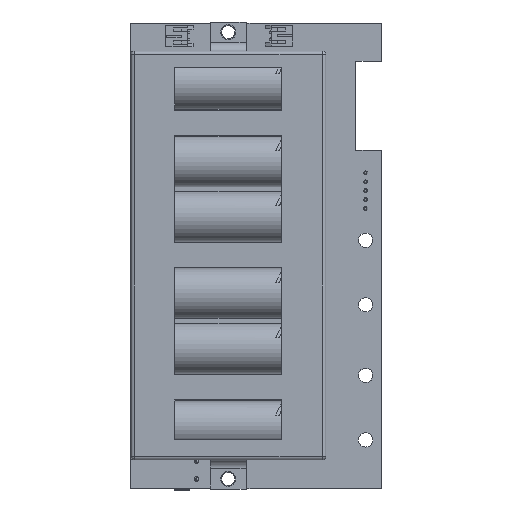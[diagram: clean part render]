
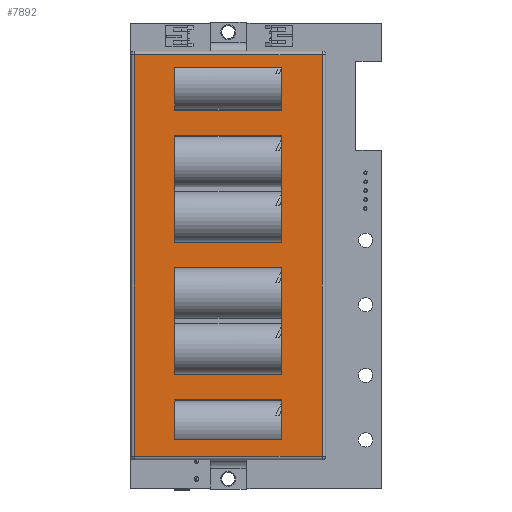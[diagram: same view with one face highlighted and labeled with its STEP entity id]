
A CAD part, top view. The second image highlights one B-rep face of the part: STEP entity #7892.
In plain terms, the highlighted face is planar.
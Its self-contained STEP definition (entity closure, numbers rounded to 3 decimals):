
#7509 = VERTEX_POINT('',#7510);
#7510 = CARTESIAN_POINT('',(26.25,-56.093,0.));
#7553 = VERTEX_POINT('',#7554);
#7554 = CARTESIAN_POINT('',(26.25,56.093,0.));
#7584 = EDGE_CURVE('',#7509,#7553,#7585,.T.);
#7585 = LINE('',#7586,#7587);
#7586 = CARTESIAN_POINT('',(26.25,-28.547,0.));
#7587 = VECTOR('',#7588,1.);
#7588 = DIRECTION('',(0.,1.,0.));
#7610 = VERTEX_POINT('',#7611);
#7611 = CARTESIAN_POINT('',(-26.25,-56.093,0.));
#7645 = VERTEX_POINT('',#7646);
#7646 = CARTESIAN_POINT('',(-26.25,56.093,0.));
#7676 = EDGE_CURVE('',#7553,#7645,#7677,.T.);
#7677 = LINE('',#7678,#7679);
#7678 = CARTESIAN_POINT('',(13.625,56.093,0.));
#7679 = VECTOR('',#7680,1.);
#7680 = DIRECTION('',(-1.,0.,0.));
#7698 = EDGE_CURVE('',#7645,#7610,#7699,.T.);
#7699 = LINE('',#7700,#7701);
#7700 = CARTESIAN_POINT('',(-26.25,28.547,0.));
#7701 = VECTOR('',#7702,1.);
#7702 = DIRECTION('',(0.,-1.,0.));
#7752 = EDGE_CURVE('',#7610,#7509,#7753,.T.);
#7753 = LINE('',#7754,#7755);
#7754 = CARTESIAN_POINT('',(-13.625,-56.093,0.));
#7755 = VECTOR('',#7756,1.);
#7756 = DIRECTION('',(1.,0.,0.));
#7892 = ADVANCED_FACE('',(#7893,#7899,#7933,#7967,#8001),#8035,.F.);
#7893 = FACE_BOUND('',#7894,.T.);
#7894 = EDGE_LOOP('',(#7895,#7896,#7897,#7898));
#7895 = ORIENTED_EDGE('',*,*,#7584,.F.);
#7896 = ORIENTED_EDGE('',*,*,#7752,.F.);
#7897 = ORIENTED_EDGE('',*,*,#7698,.F.);
#7898 = ORIENTED_EDGE('',*,*,#7676,.F.);
#7899 = FACE_BOUND('',#7900,.T.);
#7900 = EDGE_LOOP('',(#7901,#7911,#7919,#7927));
#7901 = ORIENTED_EDGE('',*,*,#7902,.T.);
#7902 = EDGE_CURVE('',#7903,#7905,#7907,.T.);
#7903 = VERTEX_POINT('',#7904);
#7904 = CARTESIAN_POINT('',(15.,-33.258,0.));
#7905 = VERTEX_POINT('',#7906);
#7906 = CARTESIAN_POINT('',(15.,-3.332,0.));
#7907 = LINE('',#7908,#7909);
#7908 = CARTESIAN_POINT('',(15.,-1.666,0.));
#7909 = VECTOR('',#7910,1.);
#7910 = DIRECTION('',(0.,1.,0.));
#7911 = ORIENTED_EDGE('',*,*,#7912,.T.);
#7912 = EDGE_CURVE('',#7905,#7913,#7915,.T.);
#7913 = VERTEX_POINT('',#7914);
#7914 = CARTESIAN_POINT('',(-15.,-3.332,0.));
#7915 = LINE('',#7916,#7917);
#7916 = CARTESIAN_POINT('',(-7.5,-3.332,0.));
#7917 = VECTOR('',#7918,1.);
#7918 = DIRECTION('',(-1.,0.,0.));
#7919 = ORIENTED_EDGE('',*,*,#7920,.T.);
#7920 = EDGE_CURVE('',#7913,#7921,#7923,.T.);
#7921 = VERTEX_POINT('',#7922);
#7922 = CARTESIAN_POINT('',(-15.,-33.258,0.));
#7923 = LINE('',#7924,#7925);
#7924 = CARTESIAN_POINT('',(-15.,-16.629,0.));
#7925 = VECTOR('',#7926,1.);
#7926 = DIRECTION('',(0.,-1.,0.));
#7927 = ORIENTED_EDGE('',*,*,#7928,.T.);
#7928 = EDGE_CURVE('',#7921,#7903,#7929,.T.);
#7929 = LINE('',#7930,#7931);
#7930 = CARTESIAN_POINT('',(7.5,-33.258,0.));
#7931 = VECTOR('',#7932,1.);
#7932 = DIRECTION('',(1.,0.,0.));
#7933 = FACE_BOUND('',#7934,.T.);
#7934 = EDGE_LOOP('',(#7935,#7945,#7953,#7961));
#7935 = ORIENTED_EDGE('',*,*,#7936,.T.);
#7936 = EDGE_CURVE('',#7937,#7939,#7941,.T.);
#7937 = VERTEX_POINT('',#7938);
#7938 = CARTESIAN_POINT('',(15.,3.556,0.));
#7939 = VERTEX_POINT('',#7940);
#7940 = CARTESIAN_POINT('',(15.,33.481,0.));
#7941 = LINE('',#7942,#7943);
#7942 = CARTESIAN_POINT('',(15.,16.741,0.));
#7943 = VECTOR('',#7944,1.);
#7944 = DIRECTION('',(0.,1.,0.));
#7945 = ORIENTED_EDGE('',*,*,#7946,.T.);
#7946 = EDGE_CURVE('',#7939,#7947,#7949,.T.);
#7947 = VERTEX_POINT('',#7948);
#7948 = CARTESIAN_POINT('',(-15.,33.481,0.));
#7949 = LINE('',#7950,#7951);
#7950 = CARTESIAN_POINT('',(-7.5,33.481,0.));
#7951 = VECTOR('',#7952,1.);
#7952 = DIRECTION('',(-1.,0.,0.));
#7953 = ORIENTED_EDGE('',*,*,#7954,.T.);
#7954 = EDGE_CURVE('',#7947,#7955,#7957,.T.);
#7955 = VERTEX_POINT('',#7956);
#7956 = CARTESIAN_POINT('',(-15.,3.556,0.));
#7957 = LINE('',#7958,#7959);
#7958 = CARTESIAN_POINT('',(-15.,1.778,0.));
#7959 = VECTOR('',#7960,1.);
#7960 = DIRECTION('',(0.,-1.,0.));
#7961 = ORIENTED_EDGE('',*,*,#7962,.T.);
#7962 = EDGE_CURVE('',#7955,#7937,#7963,.T.);
#7963 = LINE('',#7964,#7965);
#7964 = CARTESIAN_POINT('',(7.5,3.556,0.));
#7965 = VECTOR('',#7966,1.);
#7966 = DIRECTION('',(1.,0.,0.));
#7967 = FACE_BOUND('',#7968,.T.);
#7968 = EDGE_LOOP('',(#7969,#7979,#7987,#7995));
#7969 = ORIENTED_EDGE('',*,*,#7970,.T.);
#7970 = EDGE_CURVE('',#7971,#7973,#7975,.T.);
#7971 = VERTEX_POINT('',#7972);
#7972 = CARTESIAN_POINT('',(-15.,-40.37,0.));
#7973 = VERTEX_POINT('',#7974);
#7974 = CARTESIAN_POINT('',(-15.,-51.444,0.));
#7975 = LINE('',#7976,#7977);
#7976 = CARTESIAN_POINT('',(-15.,-25.722,0.));
#7977 = VECTOR('',#7978,1.);
#7978 = DIRECTION('',(0.,-1.,0.));
#7979 = ORIENTED_EDGE('',*,*,#7980,.T.);
#7980 = EDGE_CURVE('',#7973,#7981,#7983,.T.);
#7981 = VERTEX_POINT('',#7982);
#7982 = CARTESIAN_POINT('',(15.,-51.444,0.));
#7983 = LINE('',#7984,#7985);
#7984 = CARTESIAN_POINT('',(7.5,-51.444,0.));
#7985 = VECTOR('',#7986,1.);
#7986 = DIRECTION('',(1.,0.,0.));
#7987 = ORIENTED_EDGE('',*,*,#7988,.T.);
#7988 = EDGE_CURVE('',#7981,#7989,#7991,.T.);
#7989 = VERTEX_POINT('',#7990);
#7990 = CARTESIAN_POINT('',(15.,-40.37,0.));
#7991 = LINE('',#7992,#7993);
#7992 = CARTESIAN_POINT('',(15.,-20.185,0.));
#7993 = VECTOR('',#7994,1.);
#7994 = DIRECTION('',(0.,1.,0.));
#7995 = ORIENTED_EDGE('',*,*,#7996,.T.);
#7996 = EDGE_CURVE('',#7989,#7971,#7997,.T.);
#7997 = LINE('',#7998,#7999);
#7998 = CARTESIAN_POINT('',(-7.5,-40.37,0.));
#7999 = VECTOR('',#8000,1.);
#8000 = DIRECTION('',(-1.,0.,0.));
#8001 = FACE_BOUND('',#8002,.T.);
#8002 = EDGE_LOOP('',(#8003,#8013,#8021,#8029));
#8003 = ORIENTED_EDGE('',*,*,#8004,.T.);
#8004 = EDGE_CURVE('',#8005,#8007,#8009,.T.);
#8005 = VERTEX_POINT('',#8006);
#8006 = CARTESIAN_POINT('',(-15.,52.556,0.));
#8007 = VERTEX_POINT('',#8008);
#8008 = CARTESIAN_POINT('',(-15.,40.593,0.));
#8009 = LINE('',#8010,#8011);
#8010 = CARTESIAN_POINT('',(-15.,20.297,0.));
#8011 = VECTOR('',#8012,1.);
#8012 = DIRECTION('',(0.,-1.,0.));
#8013 = ORIENTED_EDGE('',*,*,#8014,.T.);
#8014 = EDGE_CURVE('',#8007,#8015,#8017,.T.);
#8015 = VERTEX_POINT('',#8016);
#8016 = CARTESIAN_POINT('',(15.,40.593,0.));
#8017 = LINE('',#8018,#8019);
#8018 = CARTESIAN_POINT('',(7.5,40.593,0.));
#8019 = VECTOR('',#8020,1.);
#8020 = DIRECTION('',(1.,0.,0.));
#8021 = ORIENTED_EDGE('',*,*,#8022,.T.);
#8022 = EDGE_CURVE('',#8015,#8023,#8025,.T.);
#8023 = VERTEX_POINT('',#8024);
#8024 = CARTESIAN_POINT('',(15.,52.556,0.));
#8025 = LINE('',#8026,#8027);
#8026 = CARTESIAN_POINT('',(15.,26.278,0.));
#8027 = VECTOR('',#8028,1.);
#8028 = DIRECTION('',(0.,1.,0.));
#8029 = ORIENTED_EDGE('',*,*,#8030,.T.);
#8030 = EDGE_CURVE('',#8023,#8005,#8031,.T.);
#8031 = LINE('',#8032,#8033);
#8032 = CARTESIAN_POINT('',(-7.5,52.556,0.));
#8033 = VECTOR('',#8034,1.);
#8034 = DIRECTION('',(-1.,0.,0.));
#8035 = PLANE('',#8036);
#8036 = AXIS2_PLACEMENT_3D('',#8037,#8038,#8039);
#8037 = CARTESIAN_POINT('',(0.,0.,0.));
#8038 = DIRECTION('',(0.,0.,1.));
#8039 = DIRECTION('',(1.,0.,0.));
